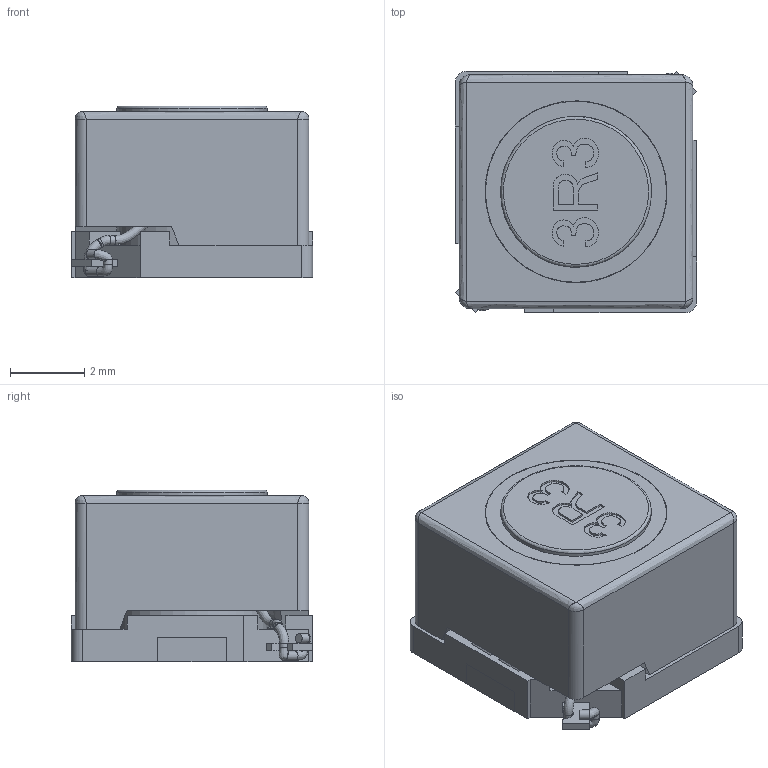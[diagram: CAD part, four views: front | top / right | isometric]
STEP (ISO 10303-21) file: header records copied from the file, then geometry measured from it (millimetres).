
FILE_DESCRIPTION( ('This file contains a STEP AP42 implementation' ,'as created by ZW3D STEP Interface translator.') ,'2;1' );
FILE_NAME( 'SS0604.stp' ,'19 410.104337', (''), ('ZWCAD Software Co.'), 'Version 1.0', 'ZW3D to STEP translator', '' );
FILE_SCHEMA( ('CONFIG_CONTROL_DESIGN') );
Length unit declared in the file: millimetre
Products named in the file (2): 0; SS0604
Bounding box: 6.5 x 6.5 x 4.63 mm (x, y, z)
Volume: 128.8 mm3; surface area: 477.9 mm2
Topology: 7 solids, 32 shells, 274 faces, 681 edges, 440 vertices
Faces by surface type: bspline 274
Entity records: 16844 total; most frequent: CARTESIAN_POINT 12472, ORIENTED_EDGE 1321, EDGE_CURVE 677, B_SPLINE_CURVE_WITH_KNOTS 496, VERTEX_POINT 440, EDGE_LOOP 292, FACE_OUTER_BOUND 274, ADVANCED_FACE 274
